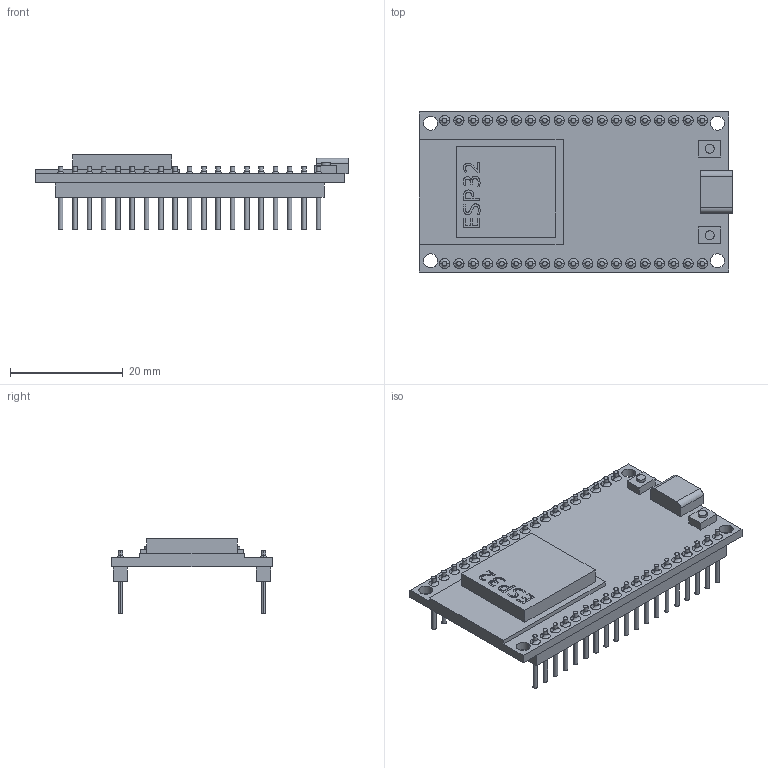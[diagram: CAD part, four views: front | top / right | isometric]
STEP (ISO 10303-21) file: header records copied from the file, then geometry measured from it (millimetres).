
FILE_DESCRIPTION (( 'STEP AP203' ), '1' );
FILE_NAME ('ESP32_model.STEP', '2023-02-15T18:24:45', ( '' ), ( '' ), 'SwSTEP 2.0', 'SolidWorks 2013', '' );
FILE_SCHEMA (( 'CONFIG_CONTROL_DESIGN' ));
Length unit declared in the file: millimetre
Products named in the file (1): ESP32_model
Bounding box: 55.6 x 28.4 x 13.2 mm (x, y, z)
Volume: 4416.2 mm3; surface area: 5045.4 mm2
Topology: 1 solids, 1 shells, 445 faces, 978 edges, 626 vertices
Faces by surface type: plane 169, cylinder 168, torus 76, bspline 32
Entity records: 14189 total; most frequent: CARTESIAN_POINT 4034, DIRECTION 2230, ORIENTED_EDGE 1956, EDGE_CURVE 978, AXIS2_PLACEMENT_3D 902, VERTEX_POINT 626, EDGE_LOOP 544, CIRCLE 488
